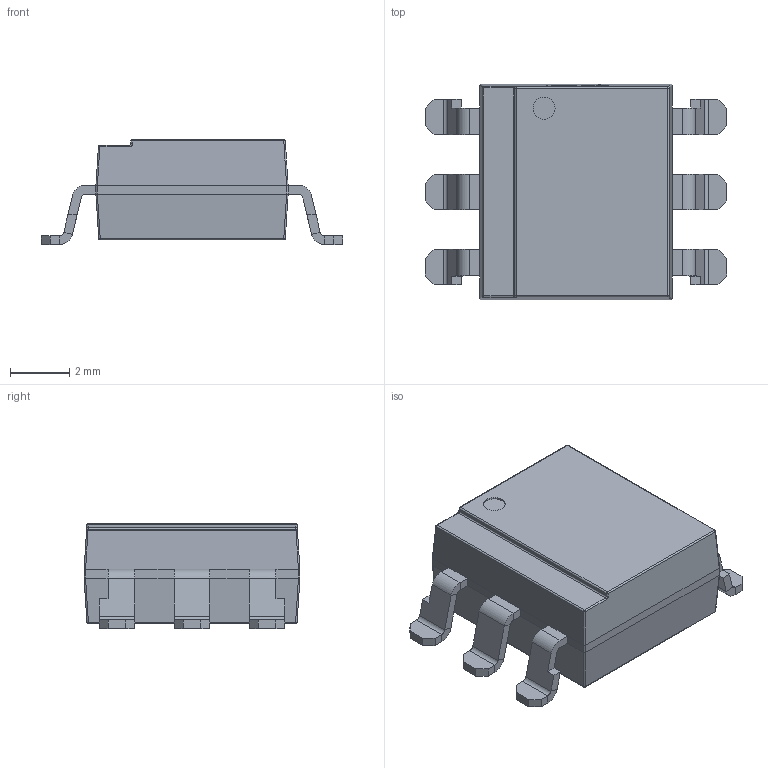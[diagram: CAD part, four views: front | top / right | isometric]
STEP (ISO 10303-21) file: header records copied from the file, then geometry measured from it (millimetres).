
FILE_DESCRIPTION (( 'STEP AP214' ), '1' );
FILE_NAME ('SMD-6_L7.3-W6.5-H3.6-LS10.16-P2.54.step', '2024-05-11T07:07:19', ( '' ), ( '' ), 'SwSTEP 2.0', 'SolidWorks 2020', '' );
FILE_SCHEMA (( 'AUTOMOTIVE_DESIGN' ));
Length unit declared in the file: millimetre
Products named in the file (1): SMD-6_L7.3-W6.5-H3.6-LS10.16-P2.54
Bounding box: 10.2 x 7.3 x 3.56 mm (x, y, z)
Volume: 161.4 mm3; surface area: 231.1 mm2
Topology: 1 solids, 1 shells, 425 faces, 1071 edges, 668 vertices
Faces by surface type: plane 263, bspline 100, cylinder 52, sphere 10
Entity records: 17702 total; most frequent: CARTESIAN_POINT 3529, ORIENTED_EDGE 2142, DIRECTION 1597, EDGE_CURVE 1071, LINE 773, VECTOR 773, VERTEX_POINT 668, EDGE_LOOP 445
